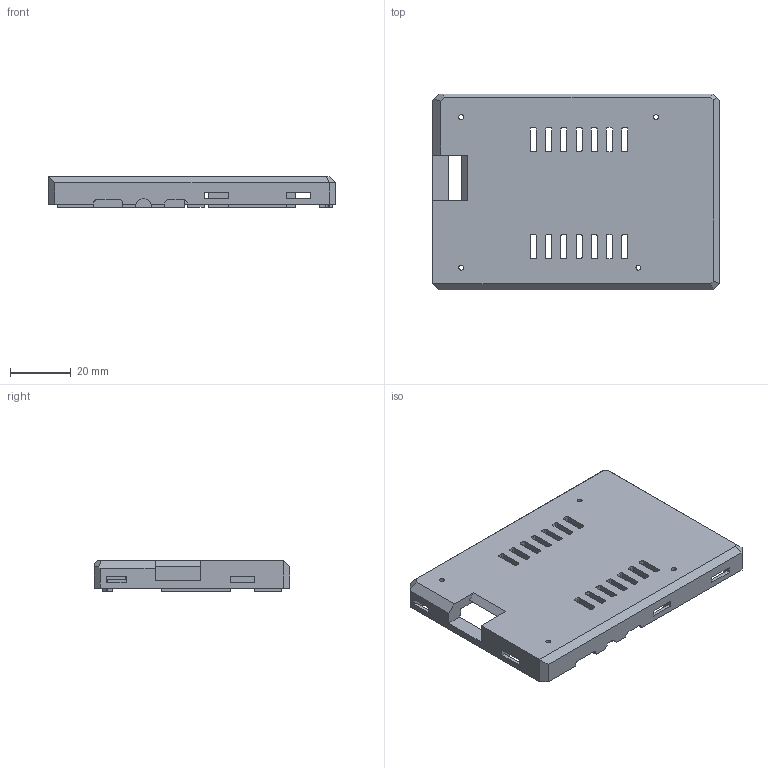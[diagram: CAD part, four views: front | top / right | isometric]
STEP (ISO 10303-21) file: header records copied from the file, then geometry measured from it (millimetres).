
FILE_DESCRIPTION (( 'STEP AP214' ), '1' );
FILE_NAME ('狟褲pi.STEP', '2023-05-08T10:20:49', ( '' ), ( '' ), 'SwSTEP 2.0', 'SolidWorks 2022', '' );
FILE_SCHEMA (( 'AUTOMOTIVE_DESIGN' ));
Length unit declared in the file: millimetre
Products named in the file (1): 下壳pi
Bounding box: 94 x 64.2 x 10 mm (x, y, z)
Volume: 17263.2 mm3; surface area: 17142.2 mm2
Topology: 1 solids, 1 shells, 278 faces, 849 edges, 565 vertices
Faces by surface type: plane 197, cylinder 81
Entity records: 9676 total; most frequent: ORIENTED_EDGE 1698, CARTESIAN_POINT 1693, DIRECTION 1572, EDGE_CURVE 849, VECTOR 684, LINE 684, VERTEX_POINT 565, AXIS2_PLACEMENT_3D 444
